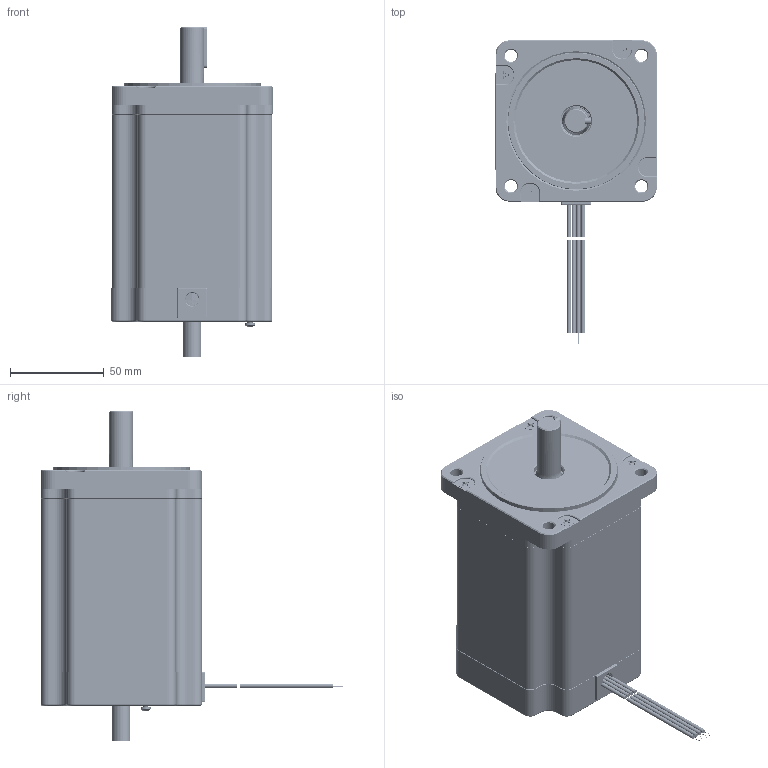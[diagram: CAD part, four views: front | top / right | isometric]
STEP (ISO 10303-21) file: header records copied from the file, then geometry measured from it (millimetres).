
FILE_DESCRIPTION((''),'2;1');
FILE_NAME('4611110027513_ASM','2024-04-17T10:02:44',('ms26442'),(''),'CREO PARAMETRIC BY PTC INC, 2018100','CREO PARAMETRIC BY PTC INC, 2018100','');
FILE_SCHEMA(('CONFIG_CONTROL_DESIGN'));
Products named in the file (27): 4613102100371; 3698153000271; 4613104004324_ASM; 4634140202346; 3632305500080; 4613103008775_ASM; 4219121302163; 4331101000181; 4613106100208_AF0; 4693220000358_AF0; 4613106100208_AF1; 4332101206306_AF0; 4613110000011; 4613106100208; 4693220000358; 4613107110074_ASM; 4294440200025_AF0; 4294440200025_AF1; 4219121303977; 4294404000296; 3698151100074; 4294404000450; 3219710002063; 4613153002248_ASM; 4294438000032; 3219720005067; 4611110027513_ASM
Assembly tree (36 placements, depth 5):
  4611110027513_ASM
    4613153002248_ASM
      4613103008775_ASM
        4613104004324_ASM
          4613102100371
          3698153000271  x2
        4634140202346
        3632305500080
      4219121302163
      4331101000181  x2
      4613107110074_ASM
        4613106100208_AF0
        4693220000358_AF0
        4613106100208_AF1
        4332101206306_AF0
        4613110000011  x2
        4613106100208  x4
        4693220000358  x2
      4294440200025_AF0
      4294440200025_AF1
      4219121303977
      4294404000296  x4
      3698151100074
      4294404000450
      3219710002063
    4294438000032
    3219720005067
Bounding box: 86.15 x 161.5 x 176.49 mm (x, y, z)
Volume: 610786.7 mm3; surface area: 375611.4 mm2
Topology: 279 solids, 295 shells, 7387 faces, 19044 edges, 12513 vertices
Faces by surface type: plane 3585, cylinder 3343, cone 202, bspline 176, torus 79, sphere 2
Entity records: 154207 total; most frequent: CARTESIAN_POINT 32627, DIRECTION 25851, ORIENTED_EDGE 24644, EDGE_CURVE 12340, AXIS2_PLACEMENT_3D 8963, VERTEX_POINT 8089, VECTOR 7925, LINE 7925
